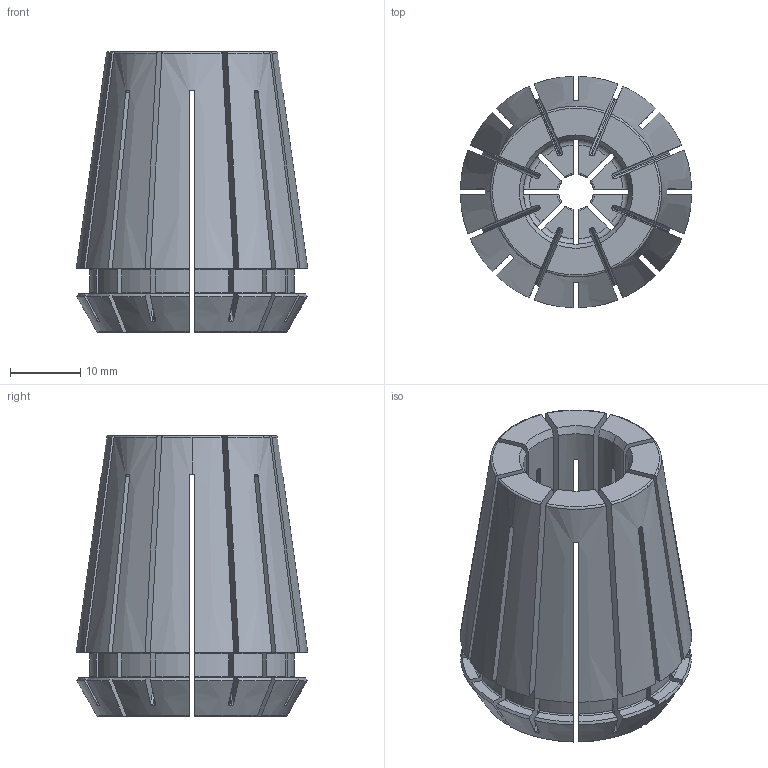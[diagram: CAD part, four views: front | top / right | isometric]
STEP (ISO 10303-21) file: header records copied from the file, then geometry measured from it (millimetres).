
FILE_DESCRIPTION(/* description */ ('Alibre Inc.'),/* implementation_level */ '2;1');
FILE_NAME(/* name */ 'export-00D2688F-765B-41BA-BF51-33F5DB0ACF25',/* time_stamp */ '2024-01-20T10:30:21+01:00',/* author */ (''),/* organization */ (''),/* preprocessor_version */ 'ST-DEVELOPER v17',/* originating_system */ 'Alibre',/* authorisation */ '');
FILE_SCHEMA (('AUTOMOTIVE_DESIGN'));
Length unit declared in the file: millimetre
Products named in the file (1): NOCUT
Bounding box: 32.99 x 32.99 x 40 mm (x, y, z)
Volume: 18836.6 mm3; surface area: 14559 mm2
Topology: 1 solids, 1 shells, 312 faces, 926 edges, 614 vertices
Faces by surface type: plane 104, cylinder 85, torus 81, cone 42
Entity records: 10651 total; most frequent: CARTESIAN_POINT 2803, ORIENTED_EDGE 1852, DIRECTION 1342, EDGE_CURVE 926, VERTEX_POINT 614, AXIS2_PLACEMENT_3D 596, VECTOR 335, LINE 335
